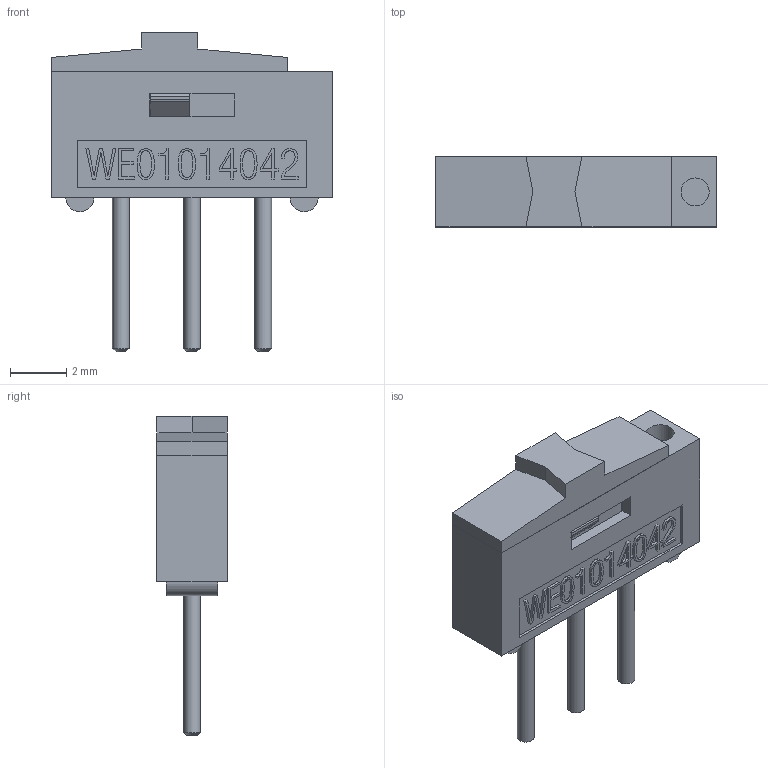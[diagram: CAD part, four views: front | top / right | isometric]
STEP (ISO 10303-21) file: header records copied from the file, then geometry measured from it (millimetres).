
FILE_DESCRIPTION( ( 'Unknown' ), '1' );
FILE_NAME( '450301014042.stp', 'Unknown', ( 'Unknown' ), ( 'Unknown' ), 'PSStep 13.0', 'Unknown', ' ' );
FILE_SCHEMA( ( 'AUTOMOTIVE_DESIGN { 1 0 10303 214 1 1 1 1 }' ) );
Length unit declared in the file: millimetre
Products named in the file (3): Assem1; cover; slide
Bounding box: 10 x 2.5 x 11.4 mm (x, y, z)
Volume: 227.8 mm3; surface area: 671.1 mm2
Topology: 4 solids, 4 shells, 342 faces, 852 edges, 570 vertices
Faces by surface type: plane 296, extrusion 20, cylinder 20, cone 6
Full cylindrical faces by diameter (mm): 0.6 x6, 1 x2
Entity records: 6440 total; most frequent: CARTESIAN_POINT 1330, ORIENTED_EDGE 814, DIRECTION 600, EDGE_CURVE 407, VERTEX_POINT 279, VECTOR 226, LINE 216, EDGE_LOOP 214
